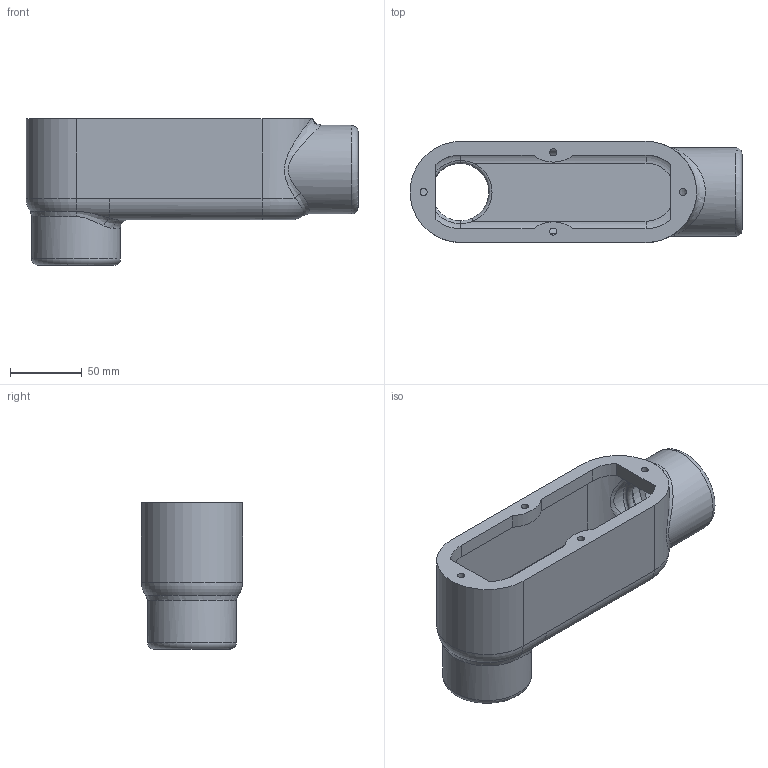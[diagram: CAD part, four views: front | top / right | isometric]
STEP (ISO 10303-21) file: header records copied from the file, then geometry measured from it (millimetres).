
FILE_DESCRIPTION(/* description */ ('FORM 8 LB58 AS MACHINED'),/* implementation_level */ '2;1');
FILE_NAME(/* name */ 'KIL_LB58.stp',/* time_stamp */ '2019-10-31T12:25:33+06:00',/* author */ ('mashraf'),/* organization */ (''),/* preprocessor_version */ 'ST-DEVELOPER v16.13',/* originating_system */ 'Autodesk Inventor 2018',/* authorisation */ '');
FILE_SCHEMA (('AUTOMOTIVE_DESIGN { 1 0 10303 214 3 1 1 }'));
Length unit declared in the file: inch
Products named in the file (1): 21718
Bounding box: 231.9 x 70.61 x 102.36 mm (x, y, z)
Volume: 314672.1 mm3; surface area: 109202.4 mm2
Topology: 1 solids, 1 shells, 811 faces, 2172 edges, 1439 vertices
Faces by surface type: plane 487, bspline 266, cylinder 41, torus 11, cone 6
Full cylindrical faces by diameter (mm): 4.978 x4, 10.35 x1, 12.7 x1, 48.412 x2, 61.976 x2
Entity records: 28135 total; most frequent: CARTESIAN_POINT 8833, ORIENTED_EDGE 4288, DIRECTION 2822, EDGE_CURVE 2144, LINE 1492, VECTOR 1492, VERTEX_POINT 1430, EDGE_LOOP 918
